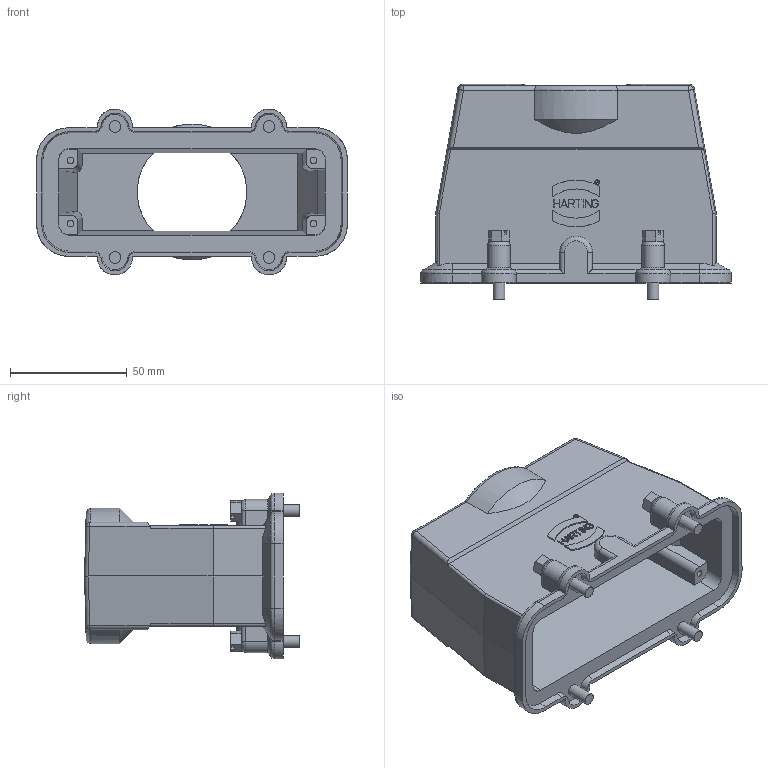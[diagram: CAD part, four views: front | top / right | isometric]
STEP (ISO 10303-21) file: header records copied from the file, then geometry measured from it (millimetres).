
FILE_DESCRIPTION(/* description */ (''),/* implementation_level */ '2;1');
FILE_NAME(/* name */ '100104114ugm000_b.stp',/* time_stamp */ '2018-03-06T15:55:40+01:00',/* author */ (''),/* organization */ (''),/* preprocessor_version */ 'ST-DEVELOPER v16',/* originating_system */ 'SIEMENS PLM Software NX 10.0',/* authorisation */ '');
FILE_SCHEMA (('AUTOMOTIVE_DESIGN { 1 0 10303 214 3 1 1 1 }'));
Length unit declared in the file: millimetre
Products named in the file (1): 100104114ugm000_b
Bounding box: 133 x 92 x 71 mm (x, y, z)
Volume: 140968.5 mm3; surface area: 63126.6 mm2
Topology: 1 solids, 1 shells, 396 faces, 1044 edges, 673 vertices
Faces by surface type: plane 253, cylinder 97, cone 26, bspline 16, sphere 4
Full cylindrical faces by diameter (mm): 1.9 x1, 2.1 x1, 2.8 x4, 5 x4, 47 x1
Entity records: 13877 total; most frequent: CARTESIAN_POINT 3528, ORIENTED_EDGE 2054, DIRECTION 1860, EDGE_CURVE 1027, LINE 732, VECTOR 732, VERTEX_POINT 667, AXIS2_PLACEMENT_3D 564
